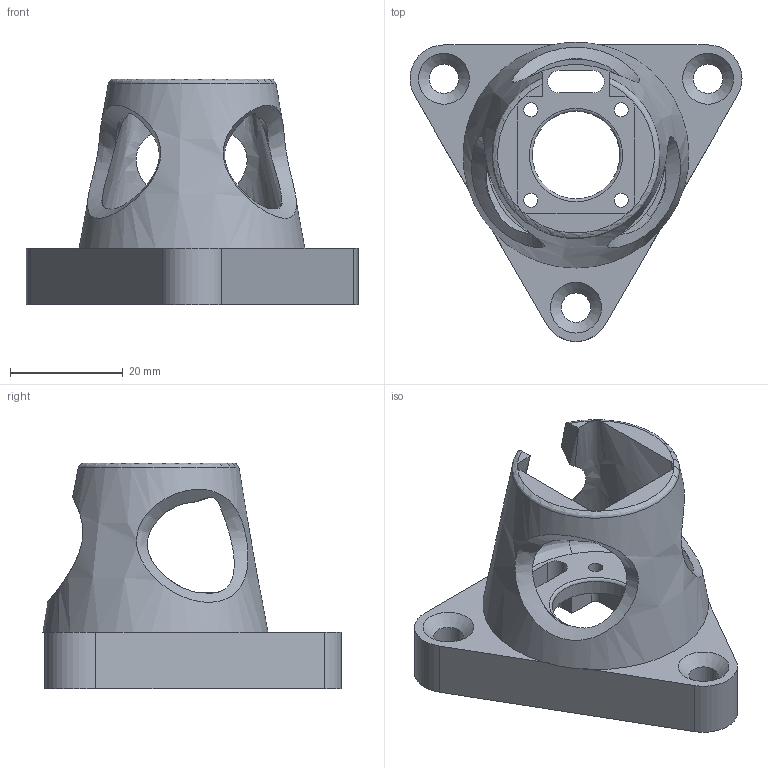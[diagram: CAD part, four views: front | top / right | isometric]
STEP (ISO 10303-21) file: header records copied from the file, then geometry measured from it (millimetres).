
FILE_DESCRIPTION(/* description */ ('Alibre Inc.'),/* implementation_level */ '2;1');
FILE_NAME(/* name */ 'export0',/* time_stamp */ '2015-07-05T23:14:57+12:00',/* author */ (''),/* organization */ (''),/* preprocessor_version */ 'ST-DEVELOPER v14',/* originating_system */ 'Alibre',/* authorisation */ '');
FILE_SCHEMA (('CONFIG_CONTROL_DESIGN'));
Length unit declared in the file: centimetre
Products named in the file (1): ID_1
Bounding box: 58.77 x 52.94 x 40 mm (x, y, z)
Volume: 18050 mm3; surface area: 11076.8 mm2
Topology: 1 solids, 1 shells, 85 faces, 238 edges, 156 vertices
Faces by surface type: plane 45, cylinder 22, bspline 12, cone 4, torus 2
Full cylindrical faces by diameter (mm): 2.5 x4, 5.2 x3, 15.5 x1
Entity records: 5211 total; most frequent: CARTESIAN_POINT 3208, ORIENTED_EDGE 436, DIRECTION 286, EDGE_CURVE 218, VERTEX_POINT 150, EDGE_LOOP 122, FACE_BOUND 122, AXIS2_PLACEMENT_3D 113
